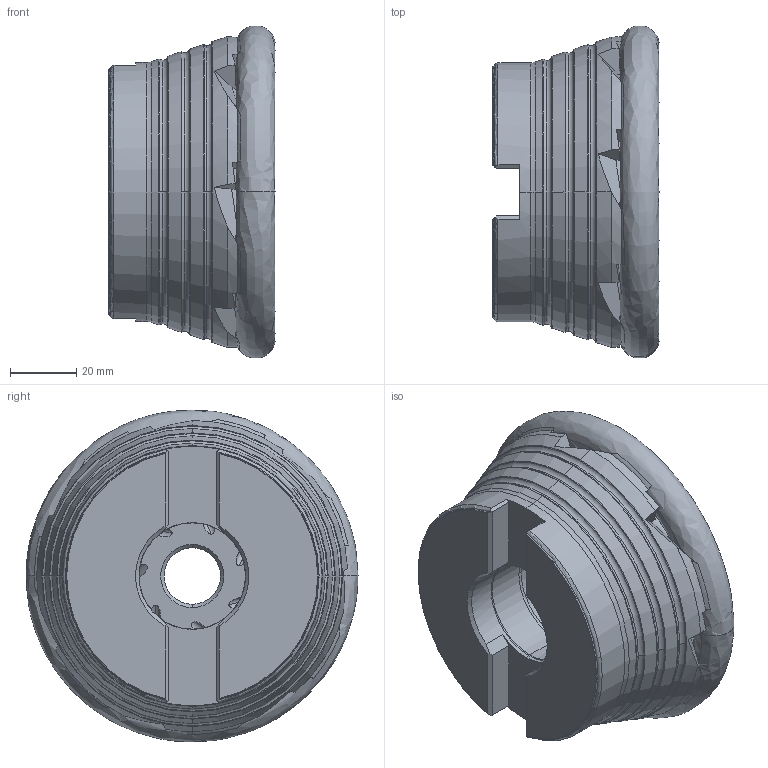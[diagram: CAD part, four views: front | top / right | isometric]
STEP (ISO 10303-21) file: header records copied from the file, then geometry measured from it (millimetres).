
FILE_DESCRIPTION (( 'STEP AP214' ), '1' );
FILE_NAME ('00RN_100_124_7.STEP', '2016-09-01T12:31:17', ( '' ), ( '' ), 'SwSTEP 2.0', 'SolidWorks 2016', '' );
FILE_SCHEMA (( 'AUTOMOTIVE_DESIGN' ));
Length unit declared in the file: millimetre
Products named in the file (1): 00RN_100_124_7
Bounding box: 49.98 x 99.96 x 99.96 mm (x, y, z)
Volume: 239359.1 mm3; surface area: 35378.7 mm2
Topology: 1 solids, 1 shells, 204 faces, 669 edges, 433 vertices
Faces by surface type: plane 79, cylinder 63, torus 38, cone 20, bspline 4
Entity records: 10889 total; most frequent: CARTESIAN_POINT 5357, ORIENTED_EDGE 1338, DIRECTION 980, EDGE_CURVE 669, VERTEX_POINT 433, AXIS2_PLACEMENT_3D 395, EDGE_LOOP 214, B_SPLINE_CURVE_WITH_KNOTS 207
